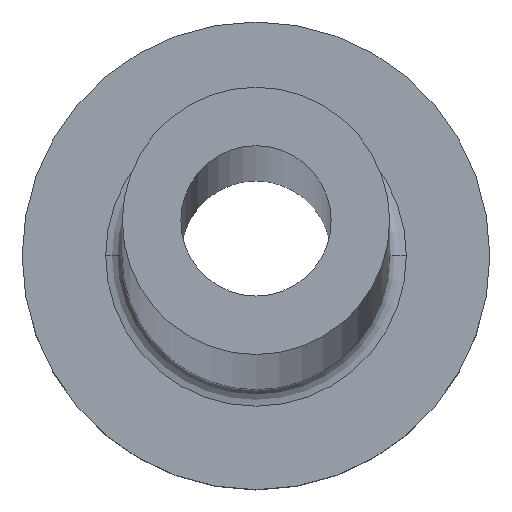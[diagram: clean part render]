
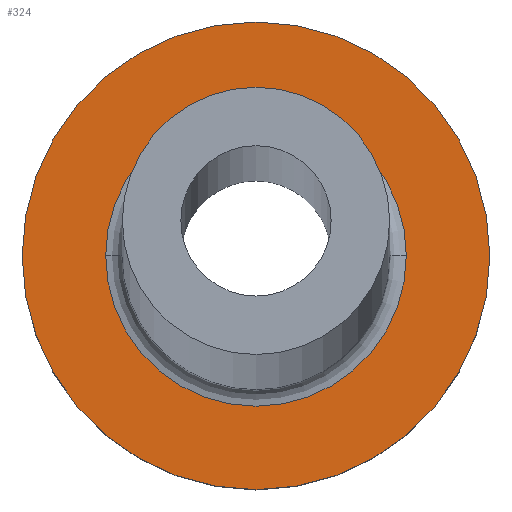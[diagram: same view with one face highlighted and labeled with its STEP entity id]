
A CAD part, top view. The second image highlights one B-rep face of the part: STEP entity #324.
In plain terms, the highlighted planar face has unit normal (0, 0, 1).
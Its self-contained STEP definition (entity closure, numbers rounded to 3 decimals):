
#4 = VERTEX_POINT ( 'NONE', #325 ) ;
#6 = CARTESIAN_POINT ( 'NONE',  ( 0., 0., 5. ) ) ;
#10 = EDGE_CURVE ( 'NONE', #333, #72, #92, .T. ) ;
#36 = DIRECTION ( 'NONE',  ( 1., 0., 0. ) ) ;
#37 = EDGE_CURVE ( 'NONE', #4, #284, #372, .T. ) ;
#40 = CIRCLE ( 'NONE', #245, 7. ) ;
#51 = ORIENTED_EDGE ( 'NONE', *, *, #374, .T. ) ;
#54 = CARTESIAN_POINT ( 'NONE',  ( -7., 0., 5. ) ) ;
#55 = AXIS2_PLACEMENT_3D ( 'NONE', #6, #251, #188 ) ;
#58 = PLANE ( 'NONE',  #351 ) ;
#72 = VERTEX_POINT ( 'NONE', #141 ) ;
#92 = CIRCLE ( 'NONE', #55, 4.5 ) ;
#95 = CARTESIAN_POINT ( 'NONE',  ( 0., 0., 5. ) ) ;
#110 = ORIENTED_EDGE ( 'NONE', *, *, #10, .T. ) ;
#122 = DIRECTION ( 'NONE',  ( 1., 0., 0. ) ) ;
#124 = CARTESIAN_POINT ( 'NONE',  ( 0., 0., 5. ) ) ;
#126 = DIRECTION ( 'NONE',  ( 1., 0., 0. ) ) ;
#127 = AXIS2_PLACEMENT_3D ( 'NONE', #95, #278, #36 ) ;
#141 = CARTESIAN_POINT ( 'NONE',  ( -4.5, 0., 5. ) ) ;
#152 = FACE_BOUND ( 'NONE', #258, .T. ) ;
#176 = DIRECTION ( 'NONE',  ( 1., 0., 0. ) ) ;
#188 = DIRECTION ( 'NONE',  ( 1., 0., 0. ) ) ;
#195 = EDGE_LOOP ( 'NONE', ( #213, #230 ) ) ;
#198 = DIRECTION ( 'NONE',  ( 0., 0., 1. ) ) ;
#213 = ORIENTED_EDGE ( 'NONE', *, *, #224, .T. ) ;
#224 = EDGE_CURVE ( 'NONE', #284, #4, #40, .T. ) ;
#230 = ORIENTED_EDGE ( 'NONE', *, *, #37, .T. ) ;
#234 = CIRCLE ( 'NONE', #316, 4.5 ) ;
#236 = CARTESIAN_POINT ( 'NONE',  ( 4.5, 0., 5. ) ) ;
#245 = AXIS2_PLACEMENT_3D ( 'NONE', #314, #198, #176 ) ;
#251 = DIRECTION ( 'NONE',  ( 0., 0., -1. ) ) ;
#258 = EDGE_LOOP ( 'NONE', ( #110, #51 ) ) ;
#271 = CARTESIAN_POINT ( 'NONE',  ( 0., 0., 5. ) ) ;
#278 = DIRECTION ( 'NONE',  ( 0., 0., 1. ) ) ;
#284 = VERTEX_POINT ( 'NONE', #54 ) ;
#296 = DIRECTION ( 'NONE',  ( 0., 0., 1. ) ) ;
#314 = CARTESIAN_POINT ( 'NONE',  ( 0., 0., 5. ) ) ;
#316 = AXIS2_PLACEMENT_3D ( 'NONE', #271, #381, #126 ) ;
#324 = ADVANCED_FACE ( 'NONE', ( #152, #379 ), #58, .T. ) ;
#325 = CARTESIAN_POINT ( 'NONE',  ( 7., 0., 5. ) ) ;
#333 = VERTEX_POINT ( 'NONE', #236 ) ;
#351 = AXIS2_PLACEMENT_3D ( 'NONE', #124, #296, #122 ) ;
#372 = CIRCLE ( 'NONE', #127, 7. ) ;
#374 = EDGE_CURVE ( 'NONE', #72, #333, #234, .T. ) ;
#379 = FACE_OUTER_BOUND ( 'NONE', #195, .T. ) ;
#381 = DIRECTION ( 'NONE',  ( 0., 0., -1. ) ) ;
